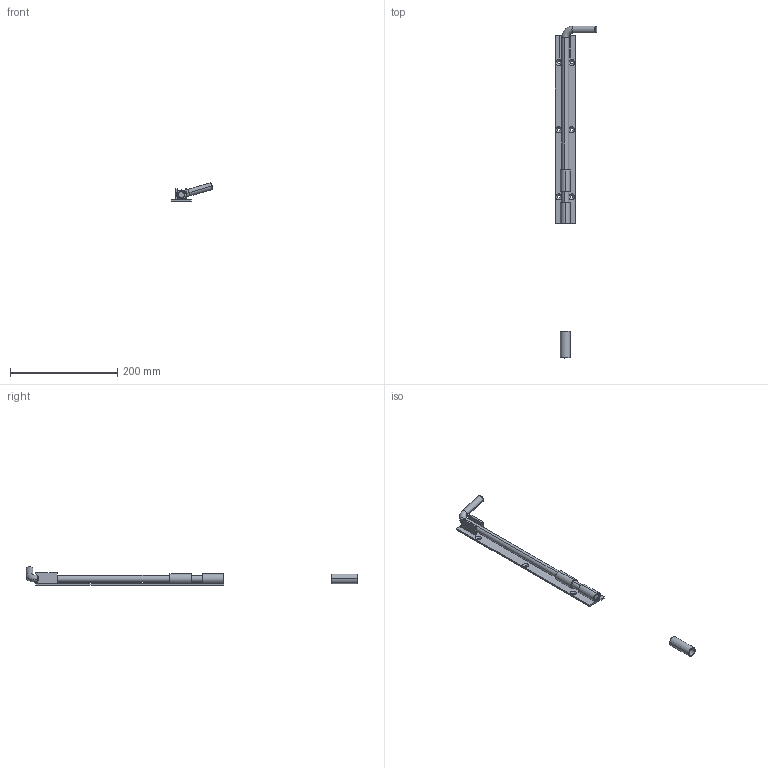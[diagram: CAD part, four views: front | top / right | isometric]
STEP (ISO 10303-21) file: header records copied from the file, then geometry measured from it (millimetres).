
FILE_DESCRIPTION (( 'STEP AP203' ), '1' );
FILE_NAME ('PNDH40.LG.ST.STEP', '2016-03-21T07:27:41', ( '微软用户' ), ( '微软中国' ), 'SwSTEP 2.0', 'SolidWorks 2012', '' );
FILE_SCHEMA (( 'CONFIG_CONTROL_DESIGN' ));
Length unit declared in the file: millimetre
Products named in the file (1): PNDH40.LG.ST
Bounding box: 78.19 x 618.06 x 34.51 mm (x, y, z)
Volume: 111260.7 mm3; surface area: 62837.7 mm2
Topology: 5 solids, 5 shells, 74 faces, 174 edges, 110 vertices
Faces by surface type: cylinder 32, plane 24, cone 16, torus 2
Entity records: 2243 total; most frequent: DIRECTION 408, CARTESIAN_POINT 359, ORIENTED_EDGE 348, EDGE_CURVE 174, AXIS2_PLACEMENT_3D 159, VERTEX_POINT 110, EDGE_LOOP 92, VECTOR 90
